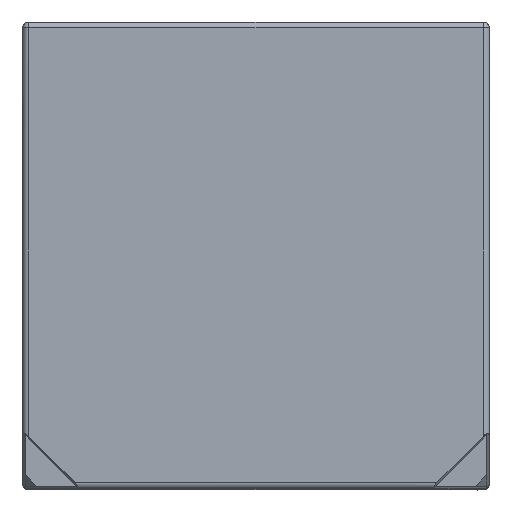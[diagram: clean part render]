
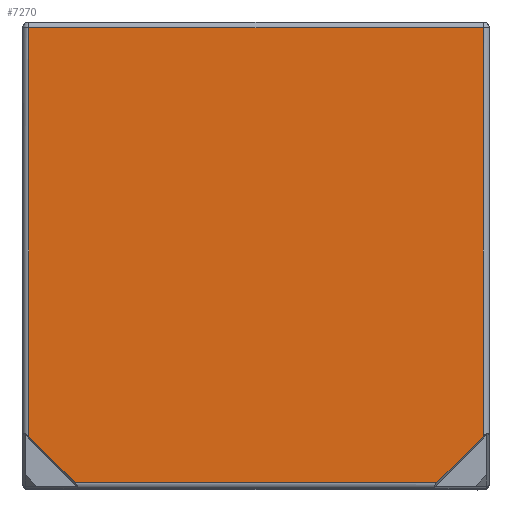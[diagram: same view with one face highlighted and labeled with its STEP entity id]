
A CAD part, top view. The second image highlights one B-rep face of the part: STEP entity #7270.
In plain terms, the highlighted planar face has unit normal (0, 0, 1).
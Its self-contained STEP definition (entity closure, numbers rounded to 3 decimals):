
#5959=CARTESIAN_POINT('',(19.5,-15.5,40.));
#5975=CARTESIAN_POINT('',(15.5,-19.5,40.));
#6252=DIRECTION('',(0.,1.,0.));
#6253=VECTOR('',#6252,35.);
#6254=CARTESIAN_POINT('',(19.5,-15.5,40.));
#6255=LINE('',#6254,#6253);
#6259=DIRECTION('',(-0.707,-0.707,0.));
#6260=VECTOR('',#6259,5.657);
#6261=CARTESIAN_POINT('',(19.5,-15.5,40.));
#6262=LINE('',#6261,#6260);
#6266=DIRECTION('',(1.,0.,0.));
#6267=VECTOR('',#6266,31.);
#6268=CARTESIAN_POINT('',(-15.5,-19.5,40.));
#6269=LINE('',#6268,#6267);
#6273=DIRECTION('',(0.707,-0.707,0.));
#6274=VECTOR('',#6273,5.657);
#6275=CARTESIAN_POINT('',(-19.5,-15.5,40.));
#6276=LINE('',#6275,#6274);
#6280=DIRECTION('',(0.,-1.,0.));
#6281=VECTOR('',#6280,35.);
#6282=CARTESIAN_POINT('',(-19.5,19.5,40.));
#6283=LINE('',#6282,#6281);
#6287=DIRECTION('',(-1.,0.,0.));
#6288=VECTOR('',#6287,39.);
#6289=CARTESIAN_POINT('',(19.5,19.5,40.));
#6290=LINE('',#6289,#6288);
#6357=CARTESIAN_POINT('',(-19.5,-15.5,40.));
#6374=CARTESIAN_POINT('',(-15.5,-19.5,40.));
#6586=VERTEX_POINT('',#5959);
#6587=CARTESIAN_POINT('',(19.5,19.5,40.));
#6588=VERTEX_POINT('',#6587);
#6591=VERTEX_POINT('',#6357);
#6595=CARTESIAN_POINT('',(-19.5,19.5,40.));
#6596=VERTEX_POINT('',#6595);
#6605=VERTEX_POINT('',#5975);
#6609=VERTEX_POINT('',#6374);
#7254=CARTESIAN_POINT('',(0.,0.,40.));
#7255=DIRECTION('',(0.,0.,1.));
#7256=DIRECTION('',(1.,0.,0.));
#7257=AXIS2_PLACEMENT_3D('',#7254,#7255,#7256);
#7258=PLANE('',#7257);
#7259=ORIENTED_EDGE('',*,*,#6843,.F.);
#7260=ORIENTED_EDGE('',*,*,#6864,.T.);
#7262=ORIENTED_EDGE('',*,*,#7261,.F.);
#7264=ORIENTED_EDGE('',*,*,#7263,.F.);
#7266=ORIENTED_EDGE('',*,*,#7265,.F.);
#7267=ORIENTED_EDGE('',*,*,#7244,.F.);
#7268=EDGE_LOOP('',(#7259,#7260,#7262,#7264,#7266,#7267));
#7269=FACE_OUTER_BOUND('',#7268,.F.);
#7270=ADVANCED_FACE('',(#7269),#7258,.T.);
#6843=EDGE_CURVE('',#6586,#6588,#6255,.T.);
#6864=EDGE_CURVE('',#6586,#6605,#6262,.T.);
#7244=EDGE_CURVE('',#6588,#6596,#6290,.T.);
#7261=EDGE_CURVE('',#6609,#6605,#6269,.T.);
#7263=EDGE_CURVE('',#6591,#6609,#6276,.T.);
#7265=EDGE_CURVE('',#6596,#6591,#6283,.T.);
